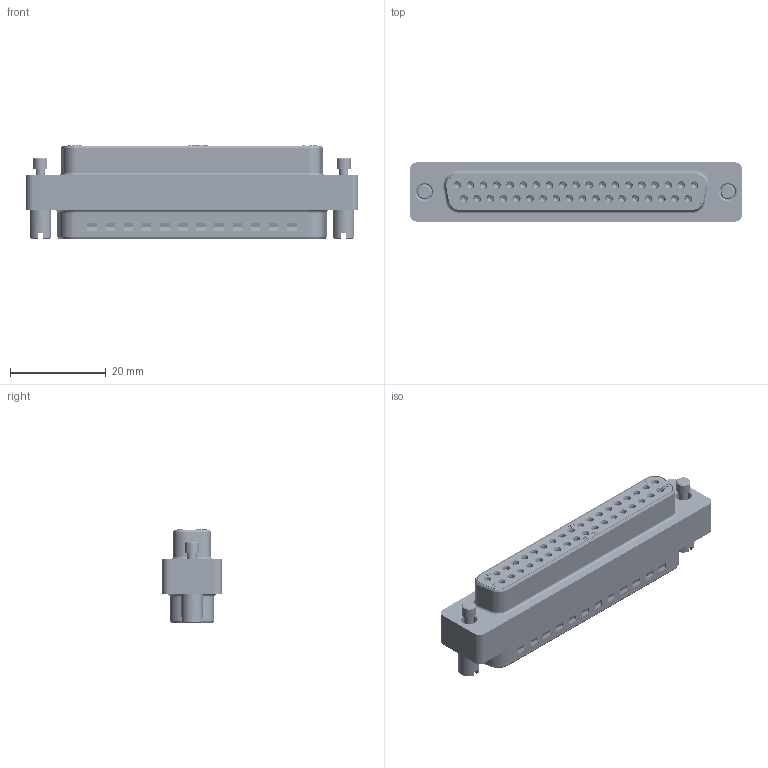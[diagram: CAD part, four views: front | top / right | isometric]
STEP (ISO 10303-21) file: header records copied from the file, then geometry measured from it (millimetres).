
FILE_DESCRIPTION((''),'2;1');
FILE_NAME('236016003.stp','2007-11-13T08:27:19',('martin.rickli'),(''),'Autodesk Inventor 9','Autodesk Inventor 9','');
FILE_SCHEMA(('AUTOMOTIVE_DESIGN { 1 0 10303 214 1 1 1 1 }'));
Length unit declared in the file: millimetre
Products named in the file (9): 050803; 00281_37; 00031a_37; 00032a_37; R+B00741a; R+B00496; R+B00155; R+B00497; R+B00871
Assembly tree (46 placements, depth 2):
  050803
    00281_37
    00031a_37
    00032a_37
    R+B00741a  x37
    R+B00496
    R+B00155
    R+B00497  x2
    R+B00871  x2
Bounding box: 69.5 x 12.4 x 19.65 mm (x, y, z)
Volume: 7428.2 mm3; surface area: 18138.8 mm2
Topology: 46 solids, 46 shells, 7480 faces, 18600 edges, 11379 vertices
Faces by surface type: plane 5621, cylinder 835, bspline 495, cone 398, torus 94, sphere 37
Entity records: 48935 total; most frequent: CARTESIAN_POINT 16409, DIRECTION 6778, ORIENTED_EDGE 6524, EDGE_CURVE 3262, AXIS2_PLACEMENT_3D 2519, VERTEX_POINT 2108, EDGE_LOOP 1744, VECTOR 1740
